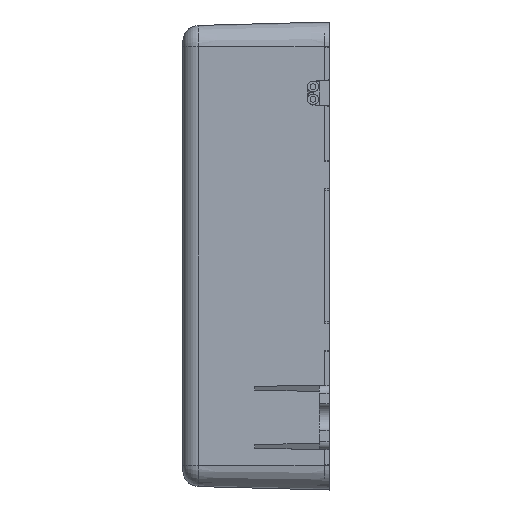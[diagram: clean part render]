
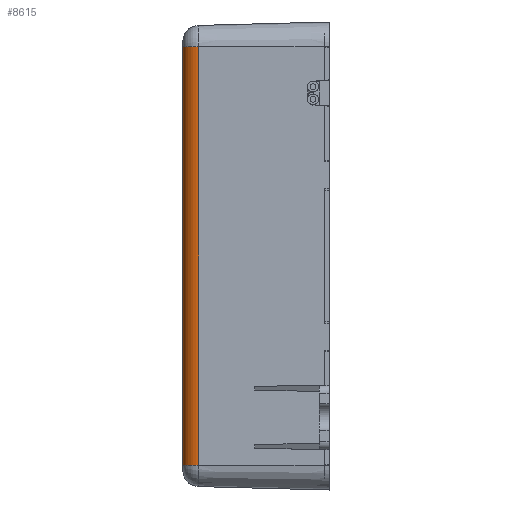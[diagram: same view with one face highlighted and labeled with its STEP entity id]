
A CAD part, left-side view. The second image highlights one B-rep face of the part: STEP entity #8615.
In plain terms, the highlighted cylindrical face has radius 3 mm (diameter 6 mm), a partial arc.
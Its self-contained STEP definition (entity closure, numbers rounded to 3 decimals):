
#107 = DIRECTION ( 'NONE',  ( 0., 0., 1. ) ) ;
#321 = CARTESIAN_POINT ( 'NONE',  ( -26.365, 27.2, 0. ) ) ;
#1862 = ORIENTED_EDGE ( 'NONE', *, *, #14732, .F. ) ;
#1998 = CARTESIAN_POINT ( 'NONE',  ( -26.365, 27.2, -38.88 ) ) ;
#2180 = DIRECTION ( 'NONE',  ( 1., 0., 0. ) ) ;
#2220 = DIRECTION ( 'NONE',  ( 0., 0., 1. ) ) ;
#2234 = CARTESIAN_POINT ( 'NONE',  ( -26.365, 24.2, 38.88 ) ) ;
#2235 = DIRECTION ( 'NONE',  ( 0., 0., -1. ) ) ;
#2386 = AXIS2_PLACEMENT_3D ( 'NONE', #11273, #2235, #5995 ) ;
#2463 = VERTEX_POINT ( 'NONE', #11891 ) ;
#2566 = ORIENTED_EDGE ( 'NONE', *, *, #12043, .F. ) ;
#3097 = DIRECTION ( 'NONE',  ( 1., 0., 0. ) ) ;
#3101 = DIRECTION ( 'NONE',  ( 0., 0., 1. ) ) ;
#3181 = CARTESIAN_POINT ( 'NONE',  ( -26.365, 24.2, -38.88 ) ) ;
#5138 = DIRECTION ( 'NONE',  ( 0., 0., -1. ) ) ;
#5167 = EDGE_CURVE ( 'NONE', #2463, #15529, #14722, .T. ) ;
#5203 = CARTESIAN_POINT ( 'NONE',  ( -29.364, 24.279, 43.5 ) ) ;
#5389 = EDGE_LOOP ( 'NONE', ( #8498, #17805, #1862, #2566 ) ) ;
#5476 = AXIS2_PLACEMENT_3D ( 'NONE', #3181, #3101, #3097 ) ;
#5995 = DIRECTION ( 'NONE',  ( -1., 0., 0. ) ) ;
#6827 = VECTOR ( 'NONE', #5138, 1000. ) ;
#8498 = ORIENTED_EDGE ( 'NONE', *, *, #14643, .T. ) ;
#8615 = ADVANCED_FACE ( 'NONE', ( #17606 ), #13199, .T. ) ;
#9433 = AXIS2_PLACEMENT_3D ( 'NONE', #2234, #2220, #2180 ) ;
#11190 = VERTEX_POINT ( 'NONE', #16333 ) ;
#11273 = CARTESIAN_POINT ( 'NONE',  ( -26.365, 24.2, 0. ) ) ;
#11891 = CARTESIAN_POINT ( 'NONE',  ( -29.364, 24.279, 38.88 ) ) ;
#12043 = EDGE_CURVE ( 'NONE', #15585, #11190, #18163, .T. ) ;
#13199 = CYLINDRICAL_SURFACE ( 'NONE', #2386, 3. ) ;
#14208 = VECTOR ( 'NONE', #107, 1000. ) ;
#14643 = EDGE_CURVE ( 'NONE', #15585, #15529, #18996, .T. ) ;
#14722 = LINE ( 'NONE', #5203, #6827 ) ;
#14732 = EDGE_CURVE ( 'NONE', #11190, #2463, #17581, .T. ) ;
#15416 = CARTESIAN_POINT ( 'NONE',  ( -29.364, 24.279, -38.88 ) ) ;
#15529 = VERTEX_POINT ( 'NONE', #15416 ) ;
#15585 = VERTEX_POINT ( 'NONE', #1998 ) ;
#16333 = CARTESIAN_POINT ( 'NONE',  ( -26.365, 27.2, 38.88 ) ) ;
#17581 = CIRCLE ( 'NONE', #9433, 3. ) ;
#17606 = FACE_OUTER_BOUND ( 'NONE', #5389, .T. ) ;
#17805 = ORIENTED_EDGE ( 'NONE', *, *, #5167, .F. ) ;
#18163 = LINE ( 'NONE', #321, #14208 ) ;
#18996 = CIRCLE ( 'NONE', #5476, 3. ) ;
